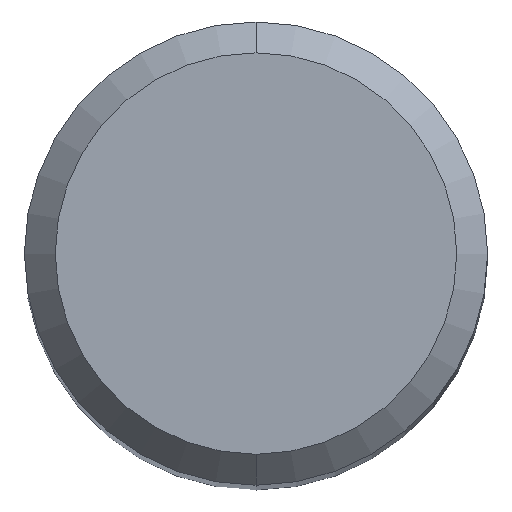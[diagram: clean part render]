
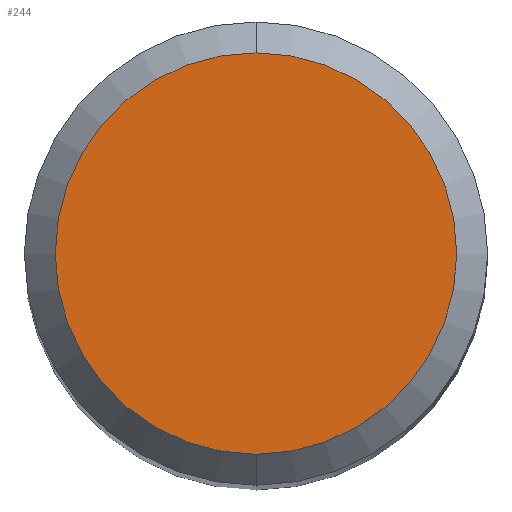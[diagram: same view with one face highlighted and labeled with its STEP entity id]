
A CAD part, top view. The second image highlights one B-rep face of the part: STEP entity #244.
In plain terms, the highlighted planar face has unit normal (0, 0, 1).
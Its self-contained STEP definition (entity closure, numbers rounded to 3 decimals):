
#162=EDGE_CURVE('',#208,#188,#340,.T.);
#188=VERTEX_POINT('',#371);
#208=VERTEX_POINT('',#393);
#218=EDGE_CURVE('',#188,#208,#404,.T.);
#244=ADVANCED_FACE('',(#432),#433,.T.);
#340=CIRCLE('',#541,2.6);
#371=CARTESIAN_POINT('',(0.,-2.6,0.0));
#393=CARTESIAN_POINT('',(0.0,2.6,0.0));
#404=CIRCLE('',#615,2.6);
#432=FACE_OUTER_BOUND('',#652,.T.);
#433=PLANE('',#653);
#541=AXIS2_PLACEMENT_3D('',#769,#770,#771);
#615=AXIS2_PLACEMENT_3D('',#850,#851,#852);
#652=EDGE_LOOP('',(#884,#885));
#653=AXIS2_PLACEMENT_3D('',#886,#887,#888);
#769=CARTESIAN_POINT('',(0.0,0.0,0.0));
#770=DIRECTION('',(0.0,0.0,-1.0));
#771=DIRECTION('',(0.0,1.0,0.0));
#850=CARTESIAN_POINT('',(0.0,0.0,0.0));
#851=DIRECTION('',(0.0,0.0,-1.0));
#852=DIRECTION('',(0.0,1.0,0.0));
#884=ORIENTED_EDGE('',*,*,#162,.F.);
#885=ORIENTED_EDGE('',*,*,#218,.F.);
#886=CARTESIAN_POINT('',(0.0,1.3,0.0));
#887=DIRECTION('',(-0.0,0.0,1.0));
#888=DIRECTION('',(0.0,-1.0,0.0));
